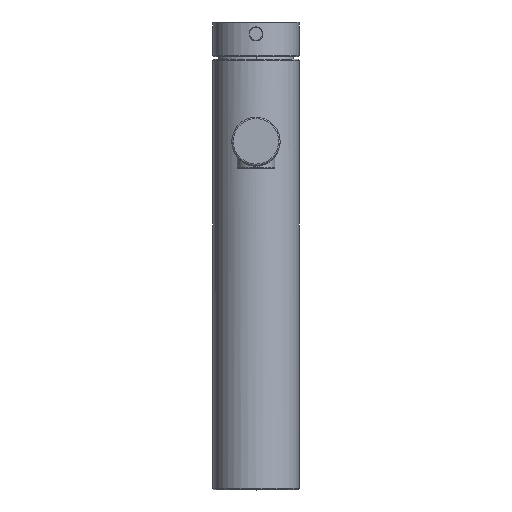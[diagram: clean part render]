
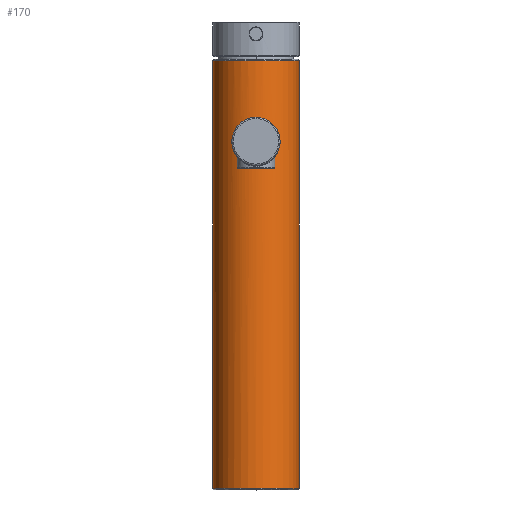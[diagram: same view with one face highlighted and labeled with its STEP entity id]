
A CAD part, top view. The second image highlights one B-rep face of the part: STEP entity #170.
In plain terms, the highlighted cylindrical face has radius 25 mm (diameter 50 mm), a partial arc.
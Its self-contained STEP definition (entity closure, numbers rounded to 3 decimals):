
#170=ADVANCED_FACE('',(#350,#351),#352,.T.);
#350=FACE_BOUND('',#610,.T.);
#351=FACE_OUTER_BOUND('',#611,.T.);
#352=CYLINDRICAL_SURFACE('',#612,25.0);
#610=EDGE_LOOP('',(#1561,#1562));
#611=EDGE_LOOP('',(#1563,#1564,#1565,#1566,#1567,#1568));
#612=AXIS2_PLACEMENT_3D('',#1569,#1570,#1571);
#1561=ORIENTED_EDGE('',*,*,#2505,.T.);
#1562=ORIENTED_EDGE('',*,*,#2506,.T.);
#1563=ORIENTED_EDGE('',*,*,#2507,.F.);
#1564=ORIENTED_EDGE('',*,*,#2503,.T.);
#1565=ORIENTED_EDGE('',*,*,#2338,.T.);
#1566=ORIENTED_EDGE('',*,*,#2508,.T.);
#1567=ORIENTED_EDGE('',*,*,#2332,.F.);
#1568=ORIENTED_EDGE('',*,*,#2509,.F.);
#1569=CARTESIAN_POINT('',(0.0,262.5,0.0));
#1570=DIRECTION('',(0.0,1.0,-0.0));
#1571=DIRECTION('',(-1.0,0.0,0.0));
#2332=EDGE_CURVE('',#2995,#2998,#2999,.T.);
#2338=EDGE_CURVE('',#3004,#3008,#3010,.T.);
#2503=EDGE_CURVE('',#2984,#3004,#3279,.T.);
#2505=EDGE_CURVE('',#3281,#3282,#3283,.T.);
#2506=EDGE_CURVE('',#3282,#3281,#3284,.T.);
#2507=EDGE_CURVE('',#2984,#2990,#3285,.T.);
#2508=EDGE_CURVE('',#3008,#2998,#3286,.T.);
#2509=EDGE_CURVE('',#2990,#2995,#3287,.T.);
#2984=VERTEX_POINT('',#3582);
#2990=VERTEX_POINT('',#3588);
#2995=VERTEX_POINT('',#3593);
#2998=VERTEX_POINT('',#3596);
#2999=CIRCLE('',#3597,25.0);
#3004=VERTEX_POINT('',#3602);
#3008=VERTEX_POINT('',#3606);
#3010=CIRCLE('',#3608,25.0);
#3279=CIRCLE('',#3986,25.0);
#3281=VERTEX_POINT('',#3988);
#3282=VERTEX_POINT('',#3989);
#3283=B_SPLINE_CURVE_WITH_KNOTS('',3,(#3990,#3991,#3992,#3993,#3994,#3995,#3996,#3997,#3998,#3999,#4000,#4001,#4002,#4003,#4004,#4005,#4006,#4007,#4008,#4009,#4010,#4011,#4012,#4013,#4014,#4015,#4016,#4017,#4018,#4019,#4020,#4021,#4022,#4023,#4024,#4025,#4026,#4027,#4028,#4029,#4030,#4031,#4032),.UNSPECIFIED.,.F.,.F.,(4,2,2,2,2,2,2,2,2,2,3,2,2,2,2,2,2,2,2,2,4),(-24.359,-21.658,-18.957,-16.256,-13.555,-10.854,-8.141,-5.427,-2.714,-1.357,0.0,1.357,2.714,5.427,8.141,10.854,13.555,16.256,18.957,21.658,24.359),.UNSPECIFIED.);
#3284=B_SPLINE_CURVE_WITH_KNOTS('',3,(#4033,#4034,#4035,#4036,#4037,#4038,#4039,#4040,#4041,#4042,#4043,#4044,#4045,#4046,#4047,#4048,#4049,#4050,#4051,#4052,#4053,#4054,#4055,#4056,#4057,#4058,#4059,#4060,#4061,#4062,#4063,#4064,#4065,#4066,#4067,#4068,#4069,#4070,#4071,#4072,#4073,#4074),.UNSPECIFIED.,.F.,.F.,(4,2,2,2,2,2,2,2,2,2,2,2,2,2,2,2,2,2,2,2,4),(18.957,21.658,24.359,27.06,29.761,32.462,35.175,37.889,40.602,41.959,43.316,44.673,46.029,48.743,51.456,54.17,56.871,59.572,62.273,64.974,67.675),.UNSPECIFIED.);
#3285=LINE('',#4075,#4076);
#3286=LINE('',#4077,#4078);
#3287=CIRCLE('',#4079,25.0);
#3582=CARTESIAN_POINT('',(-25.0,0.8,0.0));
#3588=CARTESIAN_POINT('',(-25.0,249.2,0.0));
#3593=CARTESIAN_POINT('',(24.993,249.2,0.603));
#3596=CARTESIAN_POINT('',(25.0,249.2,0.0));
#3597=AXIS2_PLACEMENT_3D('',#4869,#4870,#4871);
#3602=CARTESIAN_POINT('',(24.997,0.8,0.408));
#3606=CARTESIAN_POINT('',(25.0,0.8,0.0));
#3608=AXIS2_PLACEMENT_3D('',#4887,#4888,#4889);
#3986=AXIS2_PLACEMENT_3D('',#5232,#5233,#5234);
#3988=CARTESIAN_POINT('',(0.0,216.0,25.0));
#3989=CARTESIAN_POINT('',(0.0,188.0,25.0));
#3990=CARTESIAN_POINT('',(-2.739,215.73,24.85));
#3991=CARTESIAN_POINT('',(-1.825,215.912,24.95));
#3992=CARTESIAN_POINT('',(-0.9,216.0,25.0));
#3993=CARTESIAN_POINT('',(0.9,216.0,25.0));
#3994=CARTESIAN_POINT('',(1.825,215.912,24.95));
#3995=CARTESIAN_POINT('',(3.652,215.547,24.749));
#3996=CARTESIAN_POINT('',(4.555,215.271,24.597));
#3997=CARTESIAN_POINT('',(6.274,214.55,24.216));
#3998=CARTESIAN_POINT('',(7.093,214.104,23.986));
#3999=CARTESIAN_POINT('',(8.601,213.084,23.487));
#4000=CARTESIAN_POINT('',(9.291,212.508,23.219));
#4001=CARTESIAN_POINT('',(10.511,211.288,22.693));
#4002=CARTESIAN_POINT('',(11.087,210.597,22.415));
#4003=CARTESIAN_POINT('',(12.107,209.089,21.881));
#4004=CARTESIAN_POINT('',(12.551,208.272,21.625));
#4005=CARTESIAN_POINT('',(13.27,206.557,21.191));
#4006=CARTESIAN_POINT('',(13.546,205.657,21.013));
#4007=CARTESIAN_POINT('',(13.82,204.287,20.833));
#4008=CARTESIAN_POINT('',(13.888,203.827,20.788));
#4009=CARTESIAN_POINT('',(13.978,202.91,20.727));
#4010=CARTESIAN_POINT('',(14.0,202.452,20.712));
#4011=CARTESIAN_POINT('',(14.0,202.0,20.712));
#4012=CARTESIAN_POINT('',(14.0,201.548,20.712));
#4013=CARTESIAN_POINT('',(13.978,201.09,20.727));
#4014=CARTESIAN_POINT('',(13.888,200.173,20.788));
#4015=CARTESIAN_POINT('',(13.82,199.713,20.833));
#4016=CARTESIAN_POINT('',(13.546,198.343,21.013));
#4017=CARTESIAN_POINT('',(13.27,197.443,21.191));
#4018=CARTESIAN_POINT('',(12.551,195.728,21.625));
#4019=CARTESIAN_POINT('',(12.107,194.911,21.881));
#4020=CARTESIAN_POINT('',(11.087,193.403,22.415));
#4021=CARTESIAN_POINT('',(10.511,192.712,22.693));
#4022=CARTESIAN_POINT('',(9.291,191.492,23.219));
#4023=CARTESIAN_POINT('',(8.601,190.916,23.487));
#4024=CARTESIAN_POINT('',(7.093,189.896,23.986));
#4025=CARTESIAN_POINT('',(6.274,189.45,24.216));
#4026=CARTESIAN_POINT('',(4.555,188.729,24.597));
#4027=CARTESIAN_POINT('',(3.652,188.453,24.749));
#4028=CARTESIAN_POINT('',(1.825,188.088,24.95));
#4029=CARTESIAN_POINT('',(0.9,188.0,25.0));
#4030=CARTESIAN_POINT('',(-0.9,188.0,25.0));
#4031=CARTESIAN_POINT('',(-1.825,188.088,24.95));
#4032=CARTESIAN_POINT('',(-2.739,188.27,24.85));
#4033=CARTESIAN_POINT('',(2.739,188.27,24.85));
#4034=CARTESIAN_POINT('',(1.825,188.088,24.95));
#4035=CARTESIAN_POINT('',(0.9,188.0,25.0));
#4036=CARTESIAN_POINT('',(-0.9,188.0,25.0));
#4037=CARTESIAN_POINT('',(-1.825,188.088,24.95));
#4038=CARTESIAN_POINT('',(-3.652,188.453,24.749));
#4039=CARTESIAN_POINT('',(-4.555,188.729,24.597));
#4040=CARTESIAN_POINT('',(-6.274,189.45,24.216));
#4041=CARTESIAN_POINT('',(-7.093,189.896,23.986));
#4042=CARTESIAN_POINT('',(-8.601,190.916,23.487));
#4043=CARTESIAN_POINT('',(-9.291,191.492,23.219));
#4044=CARTESIAN_POINT('',(-10.511,192.712,22.693));
#4045=CARTESIAN_POINT('',(-11.087,193.403,22.415));
#4046=CARTESIAN_POINT('',(-12.107,194.911,21.881));
#4047=CARTESIAN_POINT('',(-12.551,195.728,21.625));
#4048=CARTESIAN_POINT('',(-13.27,197.443,21.191));
#4049=CARTESIAN_POINT('',(-13.546,198.343,21.013));
#4050=CARTESIAN_POINT('',(-13.82,199.713,20.833));
#4051=CARTESIAN_POINT('',(-13.888,200.173,20.788));
#4052=CARTESIAN_POINT('',(-13.978,201.09,20.727));
#4053=CARTESIAN_POINT('',(-14.0,201.548,20.712));
#4054=CARTESIAN_POINT('',(-14.0,202.452,20.712));
#4055=CARTESIAN_POINT('',(-13.978,202.91,20.727));
#4056=CARTESIAN_POINT('',(-13.888,203.827,20.788));
#4057=CARTESIAN_POINT('',(-13.82,204.287,20.833));
#4058=CARTESIAN_POINT('',(-13.546,205.657,21.013));
#4059=CARTESIAN_POINT('',(-13.27,206.557,21.191));
#4060=CARTESIAN_POINT('',(-12.551,208.272,21.625));
#4061=CARTESIAN_POINT('',(-12.107,209.089,21.881));
#4062=CARTESIAN_POINT('',(-11.087,210.597,22.415));
#4063=CARTESIAN_POINT('',(-10.511,211.288,22.693));
#4064=CARTESIAN_POINT('',(-9.291,212.508,23.219));
#4065=CARTESIAN_POINT('',(-8.601,213.084,23.487));
#4066=CARTESIAN_POINT('',(-7.093,214.104,23.986));
#4067=CARTESIAN_POINT('',(-6.274,214.55,24.216));
#4068=CARTESIAN_POINT('',(-4.555,215.271,24.597));
#4069=CARTESIAN_POINT('',(-3.652,215.547,24.749));
#4070=CARTESIAN_POINT('',(-1.825,215.912,24.95));
#4071=CARTESIAN_POINT('',(-0.9,216.0,25.0));
#4072=CARTESIAN_POINT('',(0.9,216.0,25.0));
#4073=CARTESIAN_POINT('',(1.825,215.912,24.95));
#4074=CARTESIAN_POINT('',(2.739,215.73,24.85));
#4075=CARTESIAN_POINT('',(-25.0,0.8,0.));
#4076=VECTOR('',#5238,248.4);
#4077=CARTESIAN_POINT('',(25.0,0.8,0.));
#4078=VECTOR('',#5239,248.4);
#4079=AXIS2_PLACEMENT_3D('',#5240,#5241,#5242);
#4869=CARTESIAN_POINT('',(0.0,249.2,0.0));
#4870=DIRECTION('',(0.0,1.0,0.0));
#4871=DIRECTION('',(-1.0,0.0,0.0));
#4887=CARTESIAN_POINT('',(0.,0.8,0.0));
#4888=DIRECTION('',(0.0,1.0,0.0));
#4889=DIRECTION('',(-1.0,0.0,0.0));
#5232=CARTESIAN_POINT('',(0.,0.8,0.0));
#5233=DIRECTION('',(0.0,1.0,0.0));
#5234=DIRECTION('',(-1.0,0.0,0.0));
#5238=DIRECTION('',(0.0,1.0,0.));
#5239=DIRECTION('',(0.0,1.0,0.));
#5240=CARTESIAN_POINT('',(0.0,249.2,0.0));
#5241=DIRECTION('',(0.0,1.0,0.0));
#5242=DIRECTION('',(-1.0,0.0,0.0));
